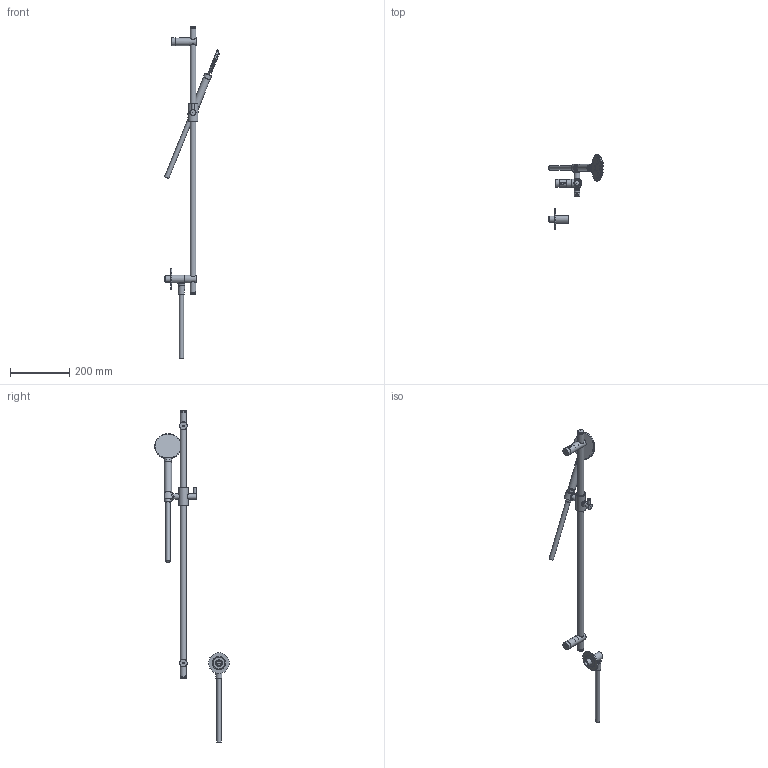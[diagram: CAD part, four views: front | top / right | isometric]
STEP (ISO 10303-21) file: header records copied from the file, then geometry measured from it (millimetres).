
FILE_DESCRIPTION(/* description */ ('Unknown'),/* implementation_level */ '2;1');
FILE_NAME(/* name */ 'M308-00 r1',/* time_stamp */ '2018-01-15T13:10:03+01:00',/* author */ ('Unknown'),/* organization */ ('Unknown'),/* preprocessor_version */ 'ST-DEVELOPER v16.7',/* originating_system */ 'DEX',/* authorisation */ $);
FILE_SCHEMA (('AUTOMOTIVE_DESIGN {1 0 10303 214 3 1 1}'));
Length unit declared in the file: millimetre
Products named in the file (42): M308-00 r1; M307-01; M307-02; M307-001; M307-11; M307-21; M307-22; M307-17; M307-19; M307-18; M307-20; M307-27; M307-25; M307-24; M307-23; M307-26; M353-00 r1; M352-001; anello or(11 x 2); non ritorno body(post dim 15 rossa); non ritorno valv(dim 15 rossa); non ritorno body(anter dim 15 rossa); M352-03; M352-01; MNP0003TO pom; TUB0130ST_SOLID_1; M353-002; CPR400042; CPP400322; CPP400321_SOLID_1; M015-001; M517-00 r1; M517-01; M517-03; A030-35; M437-05; M307-03; M307-04; M307-05; M307-06 ...
Assembly tree (86 placements, depth 4):
  M308-00 r1
    M307-01  x2
    M307-02  x2
    M307-001
      M307-11
      M307-21
      M307-22
      M307-17
      M307-19
      M307-18
      M307-20
      M307-27
      M307-25
      M307-24
      M307-23
      M307-26
    M353-00 r1
      M352-001
        anello or(11 x 2)
        non ritorno body(post dim 15 rossa)
        non ritorno valv(dim 15 rossa)
        non ritorno body(anter dim 15 rossa)
      M352-03
      M352-01
        MNP0003TO pom
        TUB0130ST_SOLID_1
      M353-002
        CPR400042  x40
        CPP400322
        CPP400321_SOLID_1
    M015-001  x2
    M517-00 r1
      M517-01
      M517-03
      A030-35
      M437-05
    M307-03  x2
    M307-04
    M307-05  x2
    M307-06  x2
    M307-002_oa_0
      M307-09
Bounding box: 184.8 x 251.78 x 1119.18 mm (x, y, z)
Volume: 332270.3 mm3; surface area: 298896.3 mm2
Topology: 79 solids, 79 shells, 1078 faces, 2281 edges, 1478 vertices
Faces by surface type: plane 419, cylinder 358, torus 143, cone 124, bspline 20, sphere 14
Full cylindrical faces by diameter (mm): 1.3 x40, 2.5 x1, 2.8 x1, 3.3 x81, 4 x5, 4.134 x1, 4.2 x1, 4.917 x4, 5 x46, 5.5 x1, 6 x1, 6.3 x1, 6.647 x2, 7 x2, 7.4 x1, 7.5 x2, 8 x3, 8.2 x2, 8.3 x1, 8.5 x1, 8.917 x4, 9 x1, 9.1 x1, 9.3 x2, 9.5 x2, 10 x7, 10.2 x2, 12.1 x1, 12.5 x2, 12.917 x1
Entity records: 20063 total; most frequent: CARTESIAN_POINT 4207, DIRECTION 2801, ORIENTED_EDGE 2046, AXIS2_PLACEMENT_3D 1241, FACE_BOUND 1072, EDGE_LOOP 1065, EDGE_CURVE 1023, VERTEX_POINT 809
